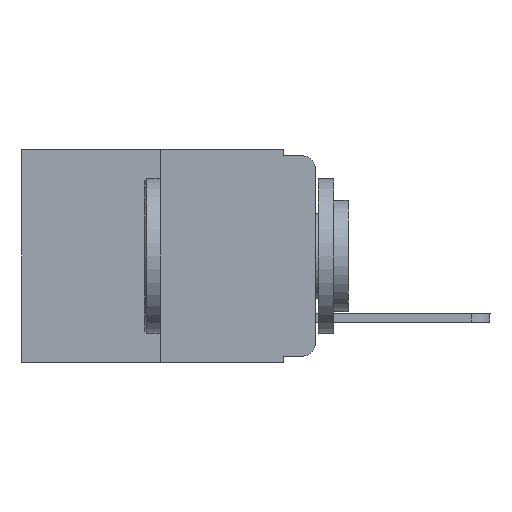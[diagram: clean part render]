
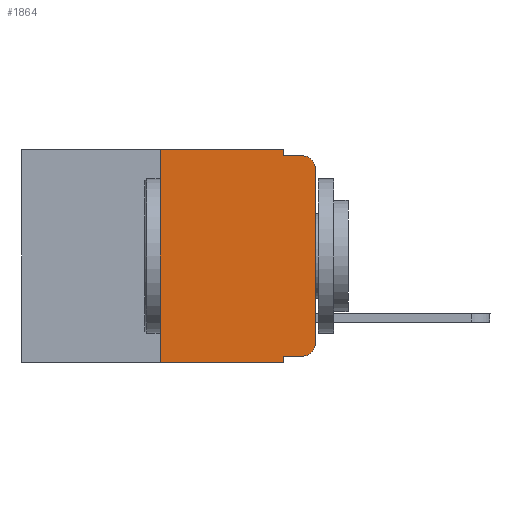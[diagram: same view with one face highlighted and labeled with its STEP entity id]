
A CAD part, left-side view. The second image highlights one B-rep face of the part: STEP entity #1864.
In plain terms, the highlighted planar face has unit normal (-1, 0, 0).
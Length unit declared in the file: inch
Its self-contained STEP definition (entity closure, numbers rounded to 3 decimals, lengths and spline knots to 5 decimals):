
#160 = DIRECTION ( 'NONE',  ( -1., 0., 0. ) ) ;
#249 = DIRECTION ( 'NONE',  ( -1., 0., 0. ) ) ;
#373 = CARTESIAN_POINT ( 'NONE',  ( 0., 0.051, 0. ) ) ;
#481 = EDGE_CURVE ( 'NONE', #1936, #1689, #2360, .T. ) ;
#928 = CARTESIAN_POINT ( 'NONE',  ( 0., 0.051, 0. ) ) ;
#956 = CARTESIAN_POINT ( 'NONE',  ( 0., 0., 0. ) ) ;
#1110 = ORIENTED_EDGE ( 'NONE', *, *, #9930, .F. ) ;
#1429 = ORIENTED_EDGE ( 'NONE', *, *, #11281, .T. ) ;
#1672 = ORIENTED_EDGE ( 'NONE', *, *, #4260, .F. ) ;
#1689 = VERTEX_POINT ( 'NONE', #8193 ) ;
#1821 = VECTOR ( 'NONE', #6905, 39.37008 ) ;
#1864 = ADVANCED_FACE ( 'NONE', ( #2184 ), #6427, .F. ) ;
#1934 = DIRECTION ( 'NONE',  ( 0., 0., -1. ) ) ;
#1936 = VERTEX_POINT ( 'NONE', #10223 ) ;
#2046 = AXIS2_PLACEMENT_3D ( 'NONE', #8914, #160, #1934 ) ;
#2184 = FACE_OUTER_BOUND ( 'NONE', #8300, .T. ) ;
#2360 = LINE ( 'NONE', #2413, #1821 ) ;
#2368 = LINE ( 'NONE', #10189, #4949 ) ;
#2413 = CARTESIAN_POINT ( 'NONE',  ( 0., 0.051, 0. ) ) ;
#2459 = VERTEX_POINT ( 'NONE', #4924 ) ;
#2804 = LINE ( 'NONE', #956, #7202 ) ;
#2943 = DIRECTION ( 'NONE',  ( 0., -1., 0. ) ) ;
#3116 = CARTESIAN_POINT ( 'NONE',  ( 0., 0., -0.313 ) ) ;
#3160 = DIRECTION ( 'NONE',  ( 1., 0., 0. ) ) ;
#3355 = ORIENTED_EDGE ( 'NONE', *, *, #5449, .T. ) ;
#3484 = ORIENTED_EDGE ( 'NONE', *, *, #6823, .T. ) ;
#3817 = VERTEX_POINT ( 'NONE', #3116 ) ;
#3883 = CIRCLE ( 'NONE', #2046, 0.02 ) ;
#3933 = CARTESIAN_POINT ( 'NONE',  ( 0., 0.051, -0.333 ) ) ;
#4260 = EDGE_CURVE ( 'NONE', #7934, #7754, #6140, .T. ) ;
#4639 = AXIS2_PLACEMENT_3D ( 'NONE', #11009, #3160, #6688 ) ;
#4661 = VERTEX_POINT ( 'NONE', #7860 ) ;
#4924 = CARTESIAN_POINT ( 'NONE',  ( 0., 0., -0.03 ) ) ;
#4949 = VECTOR ( 'NONE', #5801, 39.37008 ) ;
#5065 = CARTESIAN_POINT ( 'NONE',  ( 0., 0.051, -0.01 ) ) ;
#5215 = LINE ( 'NONE', #9680, #10969 ) ;
#5449 = EDGE_CURVE ( 'NONE', #1936, #11357, #6928, .T. ) ;
#5509 = CARTESIAN_POINT ( 'NONE',  ( 0., 0.02, -0.03 ) ) ;
#5566 = CARTESIAN_POINT ( 'NONE',  ( 0., 0.25, -0.343 ) ) ;
#5801 = DIRECTION ( 'NONE',  ( 0., -1., 0. ) ) ;
#6005 = VECTOR ( 'NONE', #9086, 39.37008 ) ;
#6040 = LINE ( 'NONE', #7256, #7807 ) ;
#6140 = LINE ( 'NONE', #373, #6406 ) ;
#6167 = DIRECTION ( 'NONE',  ( 0., 0., 1. ) ) ;
#6180 = DIRECTION ( 'NONE',  ( 0., 0., 1. ) ) ;
#6390 = DIRECTION ( 'NONE',  ( 0., 0., -1. ) ) ;
#6406 = VECTOR ( 'NONE', #10871, 39.37008 ) ;
#6427 = PLANE ( 'NONE',  #4639 ) ;
#6688 = DIRECTION ( 'NONE',  ( 0., 0., -1. ) ) ;
#6823 = EDGE_CURVE ( 'NONE', #3817, #2459, #2804, .T. ) ;
#6905 = DIRECTION ( 'NONE',  ( 0., 0., -1. ) ) ;
#6928 = LINE ( 'NONE', #3933, #9113 ) ;
#6962 = LINE ( 'NONE', #9200, #6005 ) ;
#7202 = VECTOR ( 'NONE', #6180, 39.37008 ) ;
#7256 = CARTESIAN_POINT ( 'NONE',  ( 0., 0.473, 0. ) ) ;
#7376 = ORIENTED_EDGE ( 'NONE', *, *, #9211, .F. ) ;
#7562 = EDGE_CURVE ( 'NONE', #2459, #7977, #9098, .T. ) ;
#7745 = ORIENTED_EDGE ( 'NONE', *, *, #7562, .T. ) ;
#7754 = VERTEX_POINT ( 'NONE', #5065 ) ;
#7807 = VECTOR ( 'NONE', #2943, 39.37008 ) ;
#7860 = CARTESIAN_POINT ( 'NONE',  ( 0., 0.25, 0. ) ) ;
#7934 = VERTEX_POINT ( 'NONE', #928 ) ;
#7977 = VERTEX_POINT ( 'NONE', #10662 ) ;
#8060 = EDGE_CURVE ( 'NONE', #11357, #3817, #3883, .T. ) ;
#8193 = CARTESIAN_POINT ( 'NONE',  ( 0., 0.051, -0.343 ) ) ;
#8235 = EDGE_CURVE ( 'NONE', #7754, #7977, #2368, .T. ) ;
#8300 = EDGE_LOOP ( 'NONE', ( #3484, #7745, #9234, #1672, #1110, #7376, #1429, #10649, #3355, #8331 ) ) ;
#8331 = ORIENTED_EDGE ( 'NONE', *, *, #8060, .T. ) ;
#8500 = AXIS2_PLACEMENT_3D ( 'NONE', #5509, #249, #6390 ) ;
#8914 = CARTESIAN_POINT ( 'NONE',  ( 0., 0.02, -0.313 ) ) ;
#9086 = DIRECTION ( 'NONE',  ( 0., -1., 0. ) ) ;
#9098 = CIRCLE ( 'NONE', #8500, 0.02 ) ;
#9113 = VECTOR ( 'NONE', #9287, 39.37008 ) ;
#9200 = CARTESIAN_POINT ( 'NONE',  ( 0., 0.473, -0.343 ) ) ;
#9211 = EDGE_CURVE ( 'NONE', #11126, #4661, #5215, .T. ) ;
#9234 = ORIENTED_EDGE ( 'NONE', *, *, #8235, .F. ) ;
#9287 = DIRECTION ( 'NONE',  ( 0., -1., 0. ) ) ;
#9542 = CARTESIAN_POINT ( 'NONE',  ( 0., 0.02, -0.333 ) ) ;
#9680 = CARTESIAN_POINT ( 'NONE',  ( 0., 0.25, 0. ) ) ;
#9930 = EDGE_CURVE ( 'NONE', #4661, #7934, #6040, .T. ) ;
#10189 = CARTESIAN_POINT ( 'NONE',  ( 0., 0.051, -0.01 ) ) ;
#10223 = CARTESIAN_POINT ( 'NONE',  ( 0., 0.051, -0.333 ) ) ;
#10649 = ORIENTED_EDGE ( 'NONE', *, *, #481, .F. ) ;
#10662 = CARTESIAN_POINT ( 'NONE',  ( 0., 0.02, -0.01 ) ) ;
#10871 = DIRECTION ( 'NONE',  ( 0., 0., -1. ) ) ;
#10969 = VECTOR ( 'NONE', #6167, 39.37008 ) ;
#11009 = CARTESIAN_POINT ( 'NONE',  ( 0., 0.473, 0. ) ) ;
#11126 = VERTEX_POINT ( 'NONE', #5566 ) ;
#11281 = EDGE_CURVE ( 'NONE', #11126, #1689, #6962, .T. ) ;
#11357 = VERTEX_POINT ( 'NONE', #9542 ) ;
